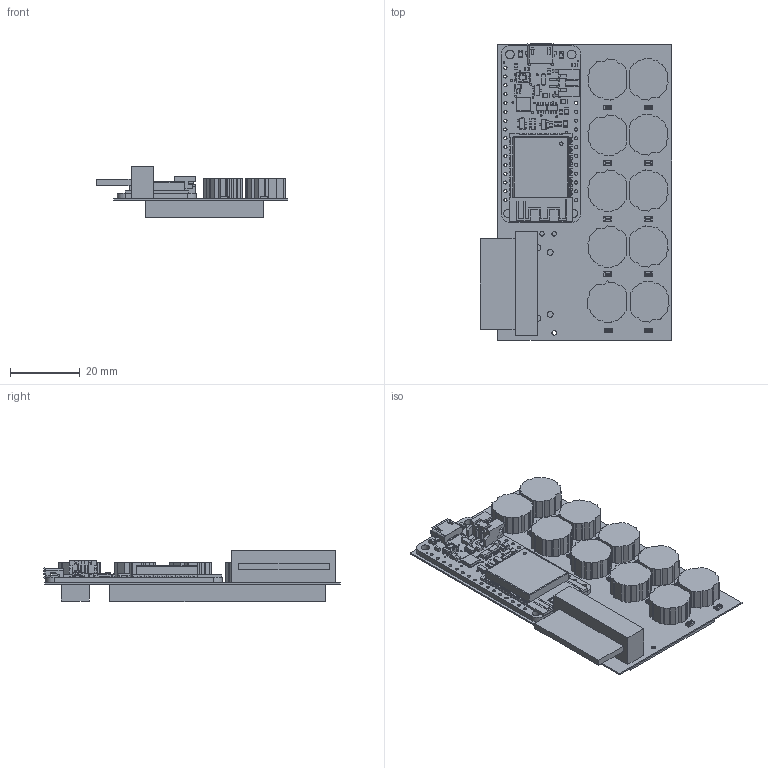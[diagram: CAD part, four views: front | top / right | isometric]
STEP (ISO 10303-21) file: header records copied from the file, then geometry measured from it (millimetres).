
FILE_DESCRIPTION(('Open CASCADE Model'),'2;1');
FILE_NAME('Open CASCADE Shape Model','2020-07-24T10:07:27',('Author'),( 'Open CASCADE'),'Open CASCADE STEP processor 6.8','Open CASCADE 6.8' ,'Unknown');
FILE_SCHEMA(('AUTOMOTIVE_DESIGN { 1 0 10303 214 1 1 1 1 }'));
Length unit declared in the file: millimetre
Products named in the file (56): PCB; Board; Open CASCADE STEP translator 6.8 2.1.1; B1; 6257325888; Extruded; R7; res0805; R11; R10; R9; R8; P10; 6257324288; R1; 6674825440; 6257326688; P9; 6257325008; P7; J1; 6180666432; R3; P8; R2; R6; R5; R4; P5; P6; P3; P4; P1; P2; U1; 3405_Adafruit_HUZZAH32_ESP32_Feather; PCB_Component; 0805-NO; 0603-NO; SOT23-5 ...
Assembly tree (87 placements, depth 5):
  PCB
    Board
      Open CASCADE STEP translator 6.8 2.1.1
    B1
      6257325888
        Extruded
    R7
      res0805
    R11
      res0805
    R10
      res0805
    R9
      res0805
    R8
      res0805
    P10
      6257324288
        Extruded
    R1
      6674825440
        Extruded
      6257326688
        Extruded
    P9
      6257325008
        Extruded
    P7
      6257325008
        Extruded
    J1
      6180666432
        Extruded
    R3
      res0805
    P8
      6257324288
        Extruded
    R2
      res0805
    R6
      res0805
    R5
      res0805
    R4
      res0805
    P5
      6257325008
        Extruded
    P6
      6257324288
        Extruded
    P3
      6257325008
        Extruded
    P4
      6257324288
        Extruded
    P1
      6257325008
Bounding box: 55.05 x 85.32 x 14.81 mm (x, y, z)
Volume: 23934.8 mm3; surface area: 26015.7 mm2
Topology: 101 solids, 101 shells, 3564 faces, 9703 edges, 6376 vertices
Faces by surface type: plane 2566, cylinder 530, bspline 448, sphere 8, torus 6, cone 6
Full cylindrical faces by diameter (mm): 0.394 x1, 0.483 x6, 0.5 x91, 0.7 x2, 0.8 x2, 0.9 x28, 1 x41, 1.016 x30, 1.3 x3, 1.7 x4, 2.2 x2, 2.5 x2
Entity records: 75440 total; most frequent: CARTESIAN_POINT 16000, ORIENTED_EDGE 11222, DIRECTION 10497, EDGE_CURVE 5611, LINE 4503, VECTOR 4503, VERTEX_POINT 3670, AXIS2_PLACEMENT_3D 2997
